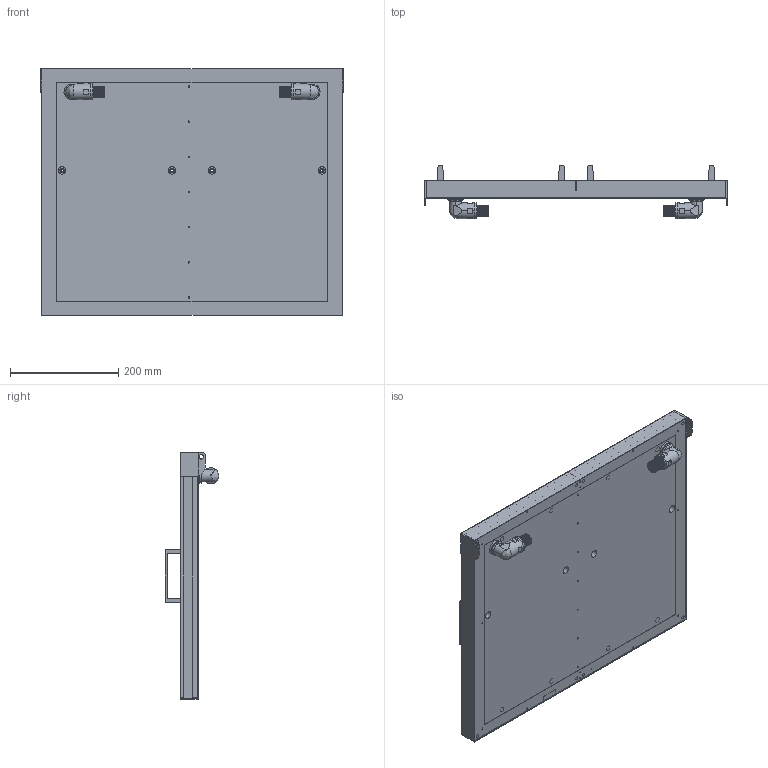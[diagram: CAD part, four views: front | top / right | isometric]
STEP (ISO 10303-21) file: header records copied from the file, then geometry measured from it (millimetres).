
FILE_DESCRIPTION (( 'STEP AP203' ), '1' );
FILE_NAME ('INGUN_114097.STEP', '2023-06-22T12:02:38', ( '' ), ( '' ), 'SwSTEP 2.0', 'SolidWorks 2021', '' );
FILE_SCHEMA (( 'CONFIG_CONTROL_DESIGN' ));
Length unit declared in the file: millimetre
Products named in the file (12): 100974~1_KUNDE<S>; INGUN_114097; 114098~1_KUNDE<S>; 112079~7_KUNDE<S>; 114094~1_S; 11657~0; 114101~0_S; 1607~1; 11655~0; 114554~0_Kunde<S>; 19420~3
Assembly tree (19 placements, depth 3):
  INGUN_114097
    114098~1_KUNDE<S>
    114094~1_S  x2
    114554~0_Kunde<S>  x2
      100974~1_KUNDE<S>
      100974~1_KUNDE<S>
    112079~7_KUNDE<S>
    114101~0_S
    1607~1  x4
    19420~3  x2
    11657~0  x2
    11655~0  x2
Bounding box: 559 x 99.45 x 456 mm (x, y, z)
Volume: 4538340.2 mm3; surface area: 1528060.3 mm2
Topology: 19 solids, 19 shells, 924 faces, 2166 edges, 1374 vertices
Faces by surface type: cylinder 476, plane 384, cone 52, torus 8, bspline 4
Entity records: 18371 total; most frequent: DIRECTION 3101, CARTESIAN_POINT 3044, ORIENTED_EDGE 2676, EDGE_CURVE 1338, AXIS2_PLACEMENT_3D 1209, VERTEX_POINT 864, EDGE_LOOP 752, VECTOR 683
